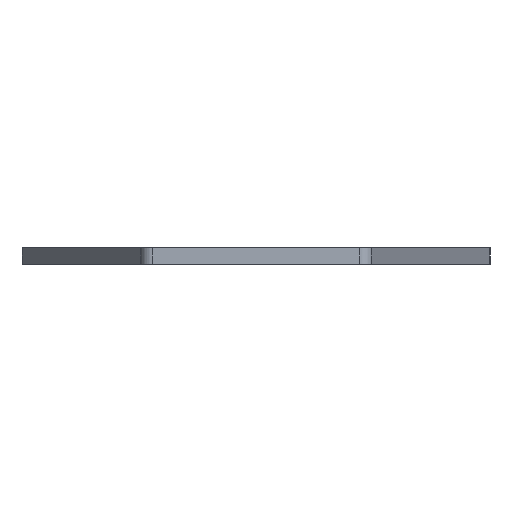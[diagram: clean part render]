
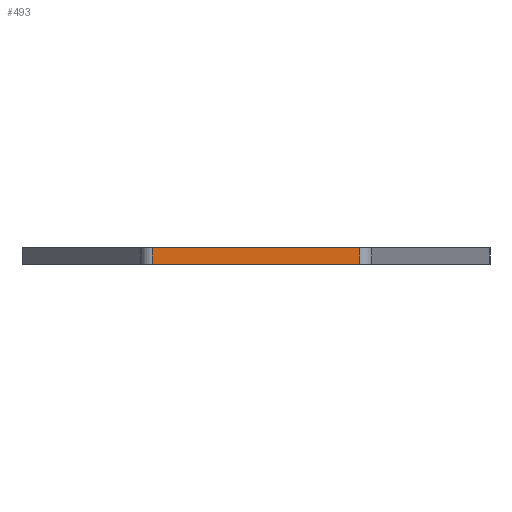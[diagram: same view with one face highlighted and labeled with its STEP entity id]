
A CAD part, front view. The second image highlights one B-rep face of the part: STEP entity #493.
In plain terms, the highlighted planar face has unit normal (0, -1, 0).
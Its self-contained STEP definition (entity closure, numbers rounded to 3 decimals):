
#31 = DIRECTION ( 'NONE',  ( 1., 0., 0. ) ) ;
#34 = DIRECTION ( 'NONE',  ( 0., 1., 0. ) ) ;
#38 = FACE_OUTER_BOUND ( 'NONE', #796, .T. ) ;
#69 = VECTOR ( 'NONE', #31, 1000. ) ;
#70 = CARTESIAN_POINT ( 'NONE',  ( 4.342, -148., 4. ) ) ;
#138 = CARTESIAN_POINT ( 'NONE',  ( 55.658, -148., 0. ) ) ;
#157 = VECTOR ( 'NONE', #309, 1000. ) ;
#166 = DIRECTION ( 'NONE',  ( 0., 0., 1. ) ) ;
#170 = VERTEX_POINT ( 'NONE', #70 ) ;
#178 = EDGE_CURVE ( 'NONE', #170, #183, #251, .T. ) ;
#183 = VERTEX_POINT ( 'NONE', #628 ) ;
#195 = VECTOR ( 'NONE', #671, 1000. ) ;
#232 = CARTESIAN_POINT ( 'NONE',  ( 2., -148., 4. ) ) ;
#241 = ORIENTED_EDGE ( 'NONE', *, *, #551, .T. ) ;
#251 = LINE ( 'NONE', #751, #157 ) ;
#262 = CARTESIAN_POINT ( 'NONE',  ( 55.658, -148., 4. ) ) ;
#309 = DIRECTION ( 'NONE',  ( 0., 0., -1. ) ) ;
#330 = AXIS2_PLACEMENT_3D ( 'NONE', #232, #34, #166 ) ;
#341 = EDGE_CURVE ( 'NONE', #170, #559, #649, .T. ) ;
#382 = DIRECTION ( 'NONE',  ( 0., 0., 1. ) ) ;
#420 = CARTESIAN_POINT ( 'NONE',  ( 55.658, -148., 4. ) ) ;
#423 = VERTEX_POINT ( 'NONE', #138 ) ;
#462 = CARTESIAN_POINT ( 'NONE',  ( 2., -148., 4. ) ) ;
#493 = ADVANCED_FACE ( 'NONE', ( #38 ), #660, .F. ) ;
#506 = VECTOR ( 'NONE', #382, 1000. ) ;
#530 = ORIENTED_EDGE ( 'NONE', *, *, #178, .T. ) ;
#551 = EDGE_CURVE ( 'NONE', #183, #423, #665, .T. ) ;
#559 = VERTEX_POINT ( 'NONE', #420 ) ;
#594 = CARTESIAN_POINT ( 'NONE',  ( 2., -148., 0. ) ) ;
#602 = ORIENTED_EDGE ( 'NONE', *, *, #341, .F. ) ;
#618 = ORIENTED_EDGE ( 'NONE', *, *, #785, .T. ) ;
#628 = CARTESIAN_POINT ( 'NONE',  ( 4.342, -148., 0. ) ) ;
#630 = LINE ( 'NONE', #262, #506 ) ;
#649 = LINE ( 'NONE', #462, #69 ) ;
#660 = PLANE ( 'NONE',  #330 ) ;
#665 = LINE ( 'NONE', #594, #195 ) ;
#671 = DIRECTION ( 'NONE',  ( 1., 0., 0. ) ) ;
#751 = CARTESIAN_POINT ( 'NONE',  ( 4.342, -148., 0. ) ) ;
#785 = EDGE_CURVE ( 'NONE', #423, #559, #630, .T. ) ;
#796 = EDGE_LOOP ( 'NONE', ( #241, #618, #602, #530 ) ) ;
